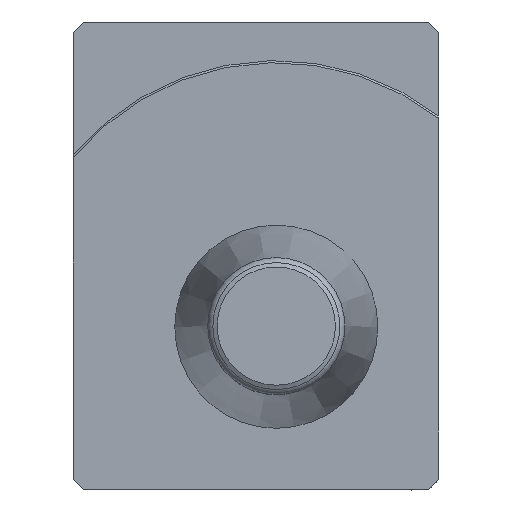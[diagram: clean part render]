
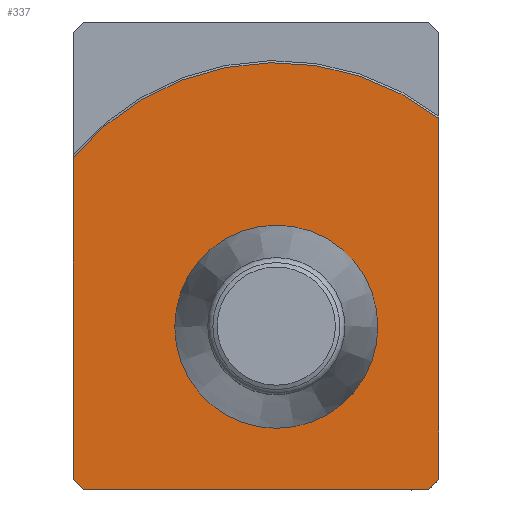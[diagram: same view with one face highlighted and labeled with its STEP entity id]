
A CAD part, top view. The second image highlights one B-rep face of the part: STEP entity #337.
In plain terms, the highlighted planar face has unit normal (0, 0, 1).
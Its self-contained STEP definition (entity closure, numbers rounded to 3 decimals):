
#155=LINE('',#1604,#233);
#156=LINE('',#1607,#234);
#157=LINE('',#1609,#235);
#158=LINE('',#1611,#236);
#159=LINE('',#1613,#237);
#233=VECTOR('',#1285,1.);
#234=VECTOR('',#1286,1.);
#235=VECTOR('',#1287,1.);
#236=VECTOR('',#1288,1.);
#237=VECTOR('',#1289,1.);
#295=FACE_BOUND('',#470,.T.);
#296=FACE_BOUND('',#471,.T.);
#337=ADVANCED_FACE('AL3_SU1',(#295,#296),#394,.T.);
#394=PLANE('',#1129);
#470=EDGE_LOOP('',(#576));
#471=EDGE_LOOP('',(#577,#578,#579,#580,#581,#582));
#576=ORIENTED_EDGE('',*,*,#903,.T.);
#577=ORIENTED_EDGE('',*,*,#904,.F.);
#578=ORIENTED_EDGE('',*,*,#905,.T.);
#579=ORIENTED_EDGE('',*,*,#906,.F.);
#580=ORIENTED_EDGE('',*,*,#907,.T.);
#581=ORIENTED_EDGE('',*,*,#908,.F.);
#582=ORIENTED_EDGE('',*,*,#909,.T.);
#812=VERTEX_POINT('',#1603);
#813=VERTEX_POINT('',#1605);
#814=VERTEX_POINT('',#1606);
#815=VERTEX_POINT('',#1608);
#816=VERTEX_POINT('',#1610);
#817=VERTEX_POINT('',#1612);
#818=VERTEX_POINT('',#1614);
#903=EDGE_CURVE('',#812,#812,#1003,.T.);
#904=EDGE_CURVE('',#813,#814,#155,.T.);
#905=EDGE_CURVE('',#813,#815,#156,.T.);
#906=EDGE_CURVE('',#816,#815,#157,.T.);
#907=EDGE_CURVE('',#816,#817,#158,.T.);
#908=EDGE_CURVE('',#818,#817,#159,.T.);
#909=EDGE_CURVE('',#818,#814,#1004,.T.);
#1003=CIRCLE('',#1127,5.);
#1004=CIRCLE('',#1128,13.);
#1127=AXIS2_PLACEMENT_3D('',#1602,#1283,#1284);
#1128=AXIS2_PLACEMENT_3D('',#1615,#1290,#1291);
#1129=AXIS2_PLACEMENT_3D('',#1616,#1292,#1293);
#1283=DIRECTION('',(0.,0.,-1.));
#1284=DIRECTION('',(-1.,0.,0.));
#1285=DIRECTION('',(0.,1.,0.));
#1286=DIRECTION('',(0.707,-0.707,0.));
#1287=DIRECTION('',(-1.,0.,0.));
#1288=DIRECTION('',(0.707,0.707,0.));
#1289=DIRECTION('',(0.,-1.,0.));
#1290=DIRECTION('',(0.,0.,1.));
#1291=DIRECTION('',(-1.,0.,0.));
#1292=DIRECTION('',(0.,0.,1.));
#1293=DIRECTION('',(1.,0.,0.));
#1602=CARTESIAN_POINT('',(0.,0.,0.));
#1603=CARTESIAN_POINT('',(-5.,0.,0.));
#1604=CARTESIAN_POINT('',(-10.,-8.,0.));
#1605=CARTESIAN_POINT('',(-10.,-7.5,0.));
#1606=CARTESIAN_POINT('',(-10.,8.307,0.));
#1607=CARTESIAN_POINT('',(-10.,-7.5,0.));
#1608=CARTESIAN_POINT('',(-9.5,-8.,0.));
#1609=CARTESIAN_POINT('',(8.,-8.,0.));
#1610=CARTESIAN_POINT('',(7.5,-8.,0.));
#1611=CARTESIAN_POINT('',(7.5,-8.,0.));
#1612=CARTESIAN_POINT('',(8.,-7.5,0.));
#1613=CARTESIAN_POINT('',(8.,15.,0.));
#1614=CARTESIAN_POINT('',(8.,10.247,0.));
#1615=CARTESIAN_POINT('',(0.,0.,0.));
#1616=CARTESIAN_POINT('',(-1.,2.5,0.));
